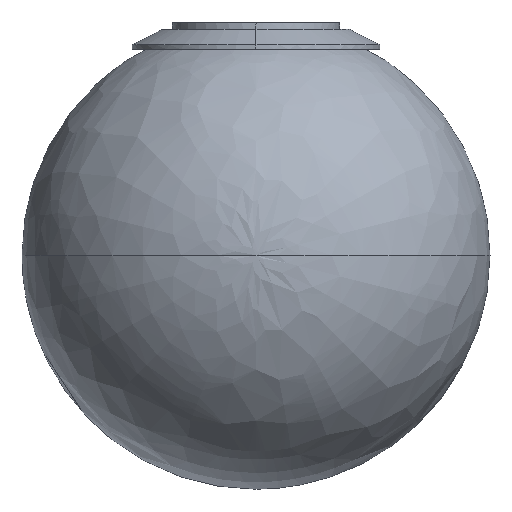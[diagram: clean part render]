
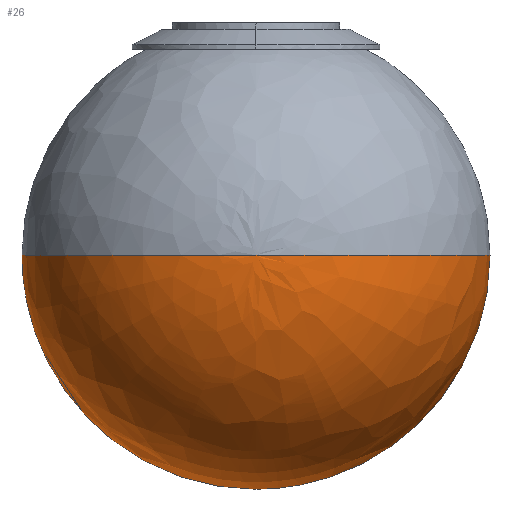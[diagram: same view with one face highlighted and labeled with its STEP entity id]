
A CAD part, front view. The second image highlights one B-rep face of the part: STEP entity #26.
In plain terms, the highlighted free-form (B-spline) face has degree [2, 2] with [5, 3] control points.
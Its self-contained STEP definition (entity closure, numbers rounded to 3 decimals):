
#26=ADVANCED_FACE('',(#80),#587,.T.);
#80=FACE_OUTER_BOUND('',#130,.T.);
#130=EDGE_LOOP('',(#207,#208,#209,#210));
#207=ORIENTED_EDGE('',*,*,#415,.T.);
#208=ORIENTED_EDGE('',*,*,#418,.F.);
#209=ORIENTED_EDGE('',*,*,#417,.F.);
#210=ORIENTED_EDGE('',*,*,#416,.T.);
#415=EDGE_CURVE('',#523,#522,#672,.T.);
#416=EDGE_CURVE('',#521,#523,#673,.T.);
#417=EDGE_CURVE('',#521,#524,#674,.T.);
#418=EDGE_CURVE('',#524,#522,#675,.T.);
#521=VERTEX_POINT('',#1131);
#522=VERTEX_POINT('',#1132);
#523=VERTEX_POINT('',#1133);
#524=VERTEX_POINT('',#1134);
#587=(
BOUNDED_SURFACE()
B_SPLINE_SURFACE(2,2,((#1074,#1075,#1076),(#1077,#1078,#1079),(#1080,#1081,
#1082),(#1083,#1084,#1085),(#1086,#1087,#1088)),.UNSPECIFIED.,.F.,.F.,.F.)
B_SPLINE_SURFACE_WITH_KNOTS((3,2,3),(3,3),(0.,51.444,102.888),
(0.,105.789),.UNSPECIFIED.)
GEOMETRIC_REPRESENTATION_ITEM()
RATIONAL_B_SPLINE_SURFACE(((1.,0.707,1.),(0.707,
0.5,0.707),(1.,0.707,1.),(0.707,0.5,
0.707),(1.,0.707,1.)))
REPRESENTATION_ITEM('')
SURFACE()
);
#672=(
BOUNDED_CURVE()
B_SPLINE_CURVE(2,(#1001,#1002,#1003),.UNSPECIFIED.,.F.,.F.)
B_SPLINE_CURVE_WITH_KNOTS((3,3),(0.,105.789),.UNSPECIFIED.)
CURVE()
GEOMETRIC_REPRESENTATION_ITEM()
RATIONAL_B_SPLINE_CURVE((1.,0.707,1.))
REPRESENTATION_ITEM('')
);
#673=(
BOUNDED_CURVE()
B_SPLINE_CURVE(2,(#1004,#1005,#1006),.UNSPECIFIED.,.F.,.F.)
B_SPLINE_CURVE_WITH_KNOTS((3,3),(-105.789,0.),.UNSPECIFIED.)
CURVE()
GEOMETRIC_REPRESENTATION_ITEM()
RATIONAL_B_SPLINE_CURVE((1.,0.707,1.))
REPRESENTATION_ITEM('')
);
#674=(
BOUNDED_CURVE()
B_SPLINE_CURVE(2,(#1007,#1008,#1009),.UNSPECIFIED.,.F.,.F.)
B_SPLINE_CURVE_WITH_KNOTS((3,3),(79.189,189.827),.UNSPECIFIED.)
CURVE()
GEOMETRIC_REPRESENTATION_ITEM()
RATIONAL_B_SPLINE_CURVE((1.,0.707,1.))
REPRESENTATION_ITEM('')
);
#675=(
BOUNDED_CURVE()
B_SPLINE_CURVE(2,(#1010,#1011,#1012),.UNSPECIFIED.,.F.,.F.)
B_SPLINE_CURVE_WITH_KNOTS((3,3),(0.,110.638),.UNSPECIFIED.)
CURVE()
GEOMETRIC_REPRESENTATION_ITEM()
RATIONAL_B_SPLINE_CURVE((1.,0.707,1.))
REPRESENTATION_ITEM('')
);
#1001=CARTESIAN_POINT('',(0.,-70.,-69.544));
#1002=CARTESIAN_POINT('',(-70.,-70.,-69.544));
#1003=CARTESIAN_POINT('',(-70.,0.,-69.544));
#1004=CARTESIAN_POINT('',(70.,0.,-69.544));
#1005=CARTESIAN_POINT('',(70.,-70.,-69.544));
#1006=CARTESIAN_POINT('',(0.,-70.,-69.544));
#1007=CARTESIAN_POINT('',(70.,0.,-69.544));
#1008=CARTESIAN_POINT('',(70.,0.,-139.544));
#1009=CARTESIAN_POINT('',(0.,0.,-139.544));
#1010=CARTESIAN_POINT('',(0.,0.,-139.544));
#1011=CARTESIAN_POINT('',(-70.,0.,-139.544));
#1012=CARTESIAN_POINT('',(-70.,0.,-69.544));
#1074=CARTESIAN_POINT('',(0.,-70.,-69.544));
#1075=CARTESIAN_POINT('',(70.,-70.,-69.544));
#1076=CARTESIAN_POINT('',(70.,0.,-69.544));
#1077=CARTESIAN_POINT('',(0.,-70.,-69.544));
#1078=CARTESIAN_POINT('',(70.,-70.,-139.544));
#1079=CARTESIAN_POINT('',(70.,0.,-139.544));
#1080=CARTESIAN_POINT('',(0.,-70.,-69.544));
#1081=CARTESIAN_POINT('',(0.,-70.,-139.544));
#1082=CARTESIAN_POINT('',(0.,0.,-139.544));
#1083=CARTESIAN_POINT('',(0.,-70.,-69.544));
#1084=CARTESIAN_POINT('',(-70.,-70.,-139.544));
#1085=CARTESIAN_POINT('',(-70.,0.,-139.544));
#1086=CARTESIAN_POINT('',(0.,-70.,-69.544));
#1087=CARTESIAN_POINT('',(-70.,-70.,-69.544));
#1088=CARTESIAN_POINT('',(-70.,0.,-69.544));
#1131=CARTESIAN_POINT('',(70.,0.,-69.544));
#1132=CARTESIAN_POINT('',(-70.,0.,-69.544));
#1133=CARTESIAN_POINT('',(0.,-70.,-69.544));
#1134=CARTESIAN_POINT('',(0.,0.,-139.544));
